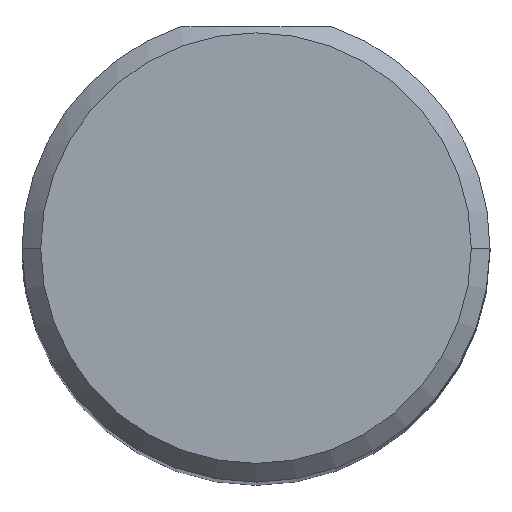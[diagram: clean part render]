
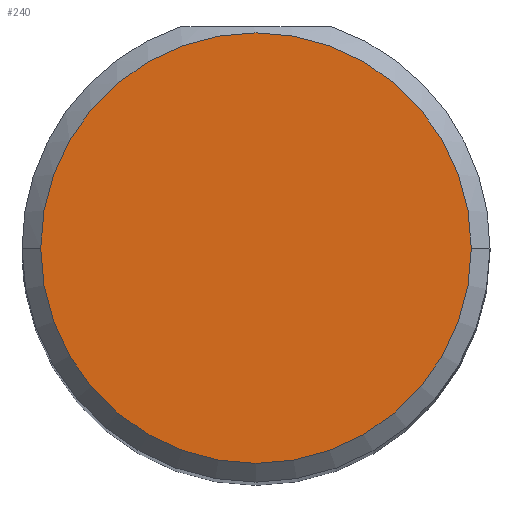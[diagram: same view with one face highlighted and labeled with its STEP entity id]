
A CAD part, top view. The second image highlights one B-rep face of the part: STEP entity #240.
In plain terms, the highlighted planar face has unit normal (0, 0, 1).
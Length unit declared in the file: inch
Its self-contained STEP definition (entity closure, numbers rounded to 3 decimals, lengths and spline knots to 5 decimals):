
#34 = DIRECTION ( 'NONE',  ( 0., 0., -1. ) ) ;
#96 = CARTESIAN_POINT ( 'NONE',  ( 0.5775, 0., 4. ) ) ;
#112 = ORIENTED_EDGE ( 'NONE', *, *, #285, .F. ) ;
#121 = DIRECTION ( 'NONE',  ( -1., 0., 0. ) ) ;
#130 = ORIENTED_EDGE ( 'NONE', *, *, #328, .F. ) ;
#162 = DIRECTION ( 'NONE',  ( -1., 0., 0. ) ) ;
#204 = AXIS2_PLACEMENT_3D ( 'NONE', #332, #34, #121 ) ;
#224 = CIRCLE ( 'NONE', #234, 0.1725 ) ;
#234 = AXIS2_PLACEMENT_3D ( 'NONE', #469, #253, #298 ) ;
#240 = ADVANCED_FACE ( 'NONE', ( #338 ), #382, .T. ) ;
#245 = DIRECTION ( 'NONE',  ( 0., 0., 1. ) ) ;
#253 = DIRECTION ( 'NONE',  ( 0., 0., -1. ) ) ;
#258 = CARTESIAN_POINT ( 'NONE',  ( 0.9225, 0., 4. ) ) ;
#264 = CIRCLE ( 'NONE', #204, 0.1725 ) ;
#282 = EDGE_LOOP ( 'NONE', ( #112, #130 ) ) ;
#285 = EDGE_CURVE ( 'NONE', #388, #484, #264, .T. ) ;
#298 = DIRECTION ( 'NONE',  ( -1., 0., 0. ) ) ;
#328 = EDGE_CURVE ( 'NONE', #484, #388, #224, .T. ) ;
#332 = CARTESIAN_POINT ( 'NONE',  ( 0.75, 0., 4. ) ) ;
#338 = FACE_OUTER_BOUND ( 'NONE', #282, .T. ) ;
#382 = PLANE ( 'NONE',  #439 ) ;
#388 = VERTEX_POINT ( 'NONE', #258 ) ;
#439 = AXIS2_PLACEMENT_3D ( 'NONE', #459, #245, #162 ) ;
#459 = CARTESIAN_POINT ( 'NONE',  ( 0.75, 0., 4. ) ) ;
#469 = CARTESIAN_POINT ( 'NONE',  ( 0.75, 0., 4. ) ) ;
#484 = VERTEX_POINT ( 'NONE', #96 ) ;
